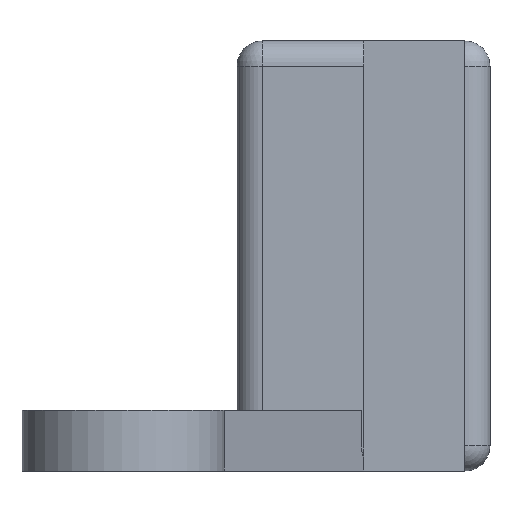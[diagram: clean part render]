
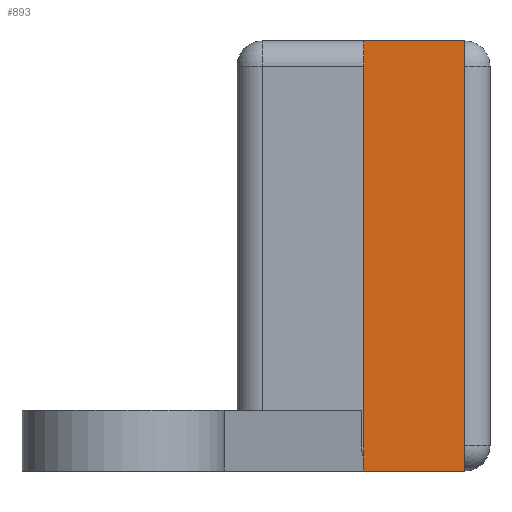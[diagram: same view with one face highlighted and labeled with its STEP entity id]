
A CAD part, front view. The second image highlights one B-rep face of the part: STEP entity #893.
In plain terms, the highlighted planar face has unit normal (0, -1, 0).
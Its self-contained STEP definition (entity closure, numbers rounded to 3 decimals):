
#182 = PLANE('',#183);
#183 = AXIS2_PLACEMENT_3D('',#184,#185,#186);
#184 = CARTESIAN_POINT('',(-1.,0.,0.));
#185 = DIRECTION('',(0.,0.,1.));
#186 = DIRECTION('',(0.,1.,0.));
#298 = PLANE('',#299);
#299 = AXIS2_PLACEMENT_3D('',#300,#301,#302);
#300 = CARTESIAN_POINT('',(0.,0.,17.));
#301 = DIRECTION('',(0.,0.,1.));
#302 = DIRECTION('',(0.,1.,0.));
#336 = VERTEX_POINT('',#337);
#337 = CARTESIAN_POINT('',(-1.,-3.,0.));
#388 = VERTEX_POINT('',#389);
#389 = CARTESIAN_POINT('',(-1.,-3.,17.));
#475 = PLANE('',#476);
#476 = AXIS2_PLACEMENT_3D('',#477,#478,#479);
#477 = CARTESIAN_POINT('',(-1.,-3.,0.));
#478 = DIRECTION('',(-1.,0.,0.));
#479 = DIRECTION('',(0.,1.,0.));
#513 = EDGE_CURVE('',#388,#514,#516,.T.);
#514 = VERTEX_POINT('',#515);
#515 = CARTESIAN_POINT('',(-5.,-3.,17.));
#516 = SURFACE_CURVE('',#517,(#521,#528),.PCURVE_S1.);
#517 = LINE('',#518,#519);
#518 = CARTESIAN_POINT('',(-1.,-3.,17.));
#519 = VECTOR('',#520,1.);
#520 = DIRECTION('',(-1.,0.,0.));
#521 = PCURVE('',#298,#522);
#522 = DEFINITIONAL_REPRESENTATION('',(#523),#527);
#523 = LINE('',#524,#525);
#524 = CARTESIAN_POINT('',(-3.,1.));
#525 = VECTOR('',#526,1.);
#526 = DIRECTION('',(0.,1.));
#527 = ( GEOMETRIC_REPRESENTATION_CONTEXT(2) 
PARAMETRIC_REPRESENTATION_CONTEXT() REPRESENTATION_CONTEXT('2D SPACE',''
  ) );
#528 = PCURVE('',#529,#534);
#529 = PLANE('',#530);
#530 = AXIS2_PLACEMENT_3D('',#531,#532,#533);
#531 = CARTESIAN_POINT('',(-1.,-3.,0.));
#532 = DIRECTION('',(0.,-1.,0.));
#533 = DIRECTION('',(1.,0.,0.));
#534 = DEFINITIONAL_REPRESENTATION('',(#535),#539);
#535 = LINE('',#536,#537);
#536 = CARTESIAN_POINT('',(0.,17.));
#537 = VECTOR('',#538,1.);
#538 = DIRECTION('',(-1.,0.));
#539 = ( GEOMETRIC_REPRESENTATION_CONTEXT(2) 
PARAMETRIC_REPRESENTATION_CONTEXT() REPRESENTATION_CONTEXT('2D SPACE',''
  ) );
#871 = EDGE_CURVE('',#336,#388,#872,.T.);
#872 = SURFACE_CURVE('',#873,(#877,#884),.PCURVE_S1.);
#873 = LINE('',#874,#875);
#874 = CARTESIAN_POINT('',(-1.,-3.,0.));
#875 = VECTOR('',#876,1.);
#876 = DIRECTION('',(0.,0.,1.));
#877 = PCURVE('',#475,#878);
#878 = DEFINITIONAL_REPRESENTATION('',(#879),#883);
#879 = LINE('',#880,#881);
#880 = CARTESIAN_POINT('',(0.,0.));
#881 = VECTOR('',#882,1.);
#882 = DIRECTION('',(0.,-1.));
#883 = ( GEOMETRIC_REPRESENTATION_CONTEXT(2) 
PARAMETRIC_REPRESENTATION_CONTEXT() REPRESENTATION_CONTEXT('2D SPACE',''
  ) );
#884 = PCURVE('',#529,#885);
#885 = DEFINITIONAL_REPRESENTATION('',(#886),#890);
#886 = LINE('',#887,#888);
#887 = CARTESIAN_POINT('',(0.,0.));
#888 = VECTOR('',#889,1.);
#889 = DIRECTION('',(0.,1.));
#890 = ( GEOMETRIC_REPRESENTATION_CONTEXT(2) 
PARAMETRIC_REPRESENTATION_CONTEXT() REPRESENTATION_CONTEXT('2D SPACE',''
  ) );
#893 = ADVANCED_FACE('',(#894),#529,.T.);
#894 = FACE_BOUND('',#895,.F.);
#895 = EDGE_LOOP('',(#896,#897,#920,#946));
#896 = ORIENTED_EDGE('',*,*,#871,.F.);
#897 = ORIENTED_EDGE('',*,*,#898,.T.);
#898 = EDGE_CURVE('',#336,#899,#901,.T.);
#899 = VERTEX_POINT('',#900);
#900 = CARTESIAN_POINT('',(-5.,-3.,0.));
#901 = SURFACE_CURVE('',#902,(#906,#913),.PCURVE_S1.);
#902 = LINE('',#903,#904);
#903 = CARTESIAN_POINT('',(-1.,-3.,0.));
#904 = VECTOR('',#905,1.);
#905 = DIRECTION('',(-1.,0.,0.));
#906 = PCURVE('',#529,#907);
#907 = DEFINITIONAL_REPRESENTATION('',(#908),#912);
#908 = LINE('',#909,#910);
#909 = CARTESIAN_POINT('',(0.,0.));
#910 = VECTOR('',#911,1.);
#911 = DIRECTION('',(-1.,0.));
#912 = ( GEOMETRIC_REPRESENTATION_CONTEXT(2) 
PARAMETRIC_REPRESENTATION_CONTEXT() REPRESENTATION_CONTEXT('2D SPACE',''
  ) );
#913 = PCURVE('',#182,#914);
#914 = DEFINITIONAL_REPRESENTATION('',(#915),#919);
#915 = LINE('',#916,#917);
#916 = CARTESIAN_POINT('',(-3.,0.));
#917 = VECTOR('',#918,1.);
#918 = DIRECTION('',(0.,1.));
#919 = ( GEOMETRIC_REPRESENTATION_CONTEXT(2) 
PARAMETRIC_REPRESENTATION_CONTEXT() REPRESENTATION_CONTEXT('2D SPACE',''
  ) );
#920 = ORIENTED_EDGE('',*,*,#921,.T.);
#921 = EDGE_CURVE('',#899,#514,#922,.T.);
#922 = SURFACE_CURVE('',#923,(#927,#934),.PCURVE_S1.);
#923 = LINE('',#924,#925);
#924 = CARTESIAN_POINT('',(-5.,-3.,0.));
#925 = VECTOR('',#926,1.);
#926 = DIRECTION('',(0.,0.,1.));
#927 = PCURVE('',#529,#928);
#928 = DEFINITIONAL_REPRESENTATION('',(#929),#933);
#929 = LINE('',#930,#931);
#930 = CARTESIAN_POINT('',(-4.,0.));
#931 = VECTOR('',#932,1.);
#932 = DIRECTION('',(0.,1.));
#933 = ( GEOMETRIC_REPRESENTATION_CONTEXT(2) 
PARAMETRIC_REPRESENTATION_CONTEXT() REPRESENTATION_CONTEXT('2D SPACE',''
  ) );
#934 = PCURVE('',#935,#940);
#935 = PLANE('',#936);
#936 = AXIS2_PLACEMENT_3D('',#937,#938,#939);
#937 = CARTESIAN_POINT('',(-5.,-3.,0.));
#938 = DIRECTION('',(-1.,0.,0.));
#939 = DIRECTION('',(0.,1.,0.));
#940 = DEFINITIONAL_REPRESENTATION('',(#941),#945);
#941 = LINE('',#942,#943);
#942 = CARTESIAN_POINT('',(0.,0.));
#943 = VECTOR('',#944,1.);
#944 = DIRECTION('',(0.,-1.));
#945 = ( GEOMETRIC_REPRESENTATION_CONTEXT(2) 
PARAMETRIC_REPRESENTATION_CONTEXT() REPRESENTATION_CONTEXT('2D SPACE',''
  ) );
#946 = ORIENTED_EDGE('',*,*,#513,.F.);
